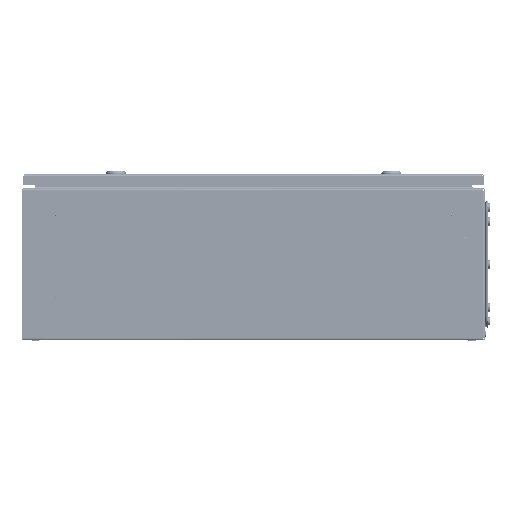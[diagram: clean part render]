
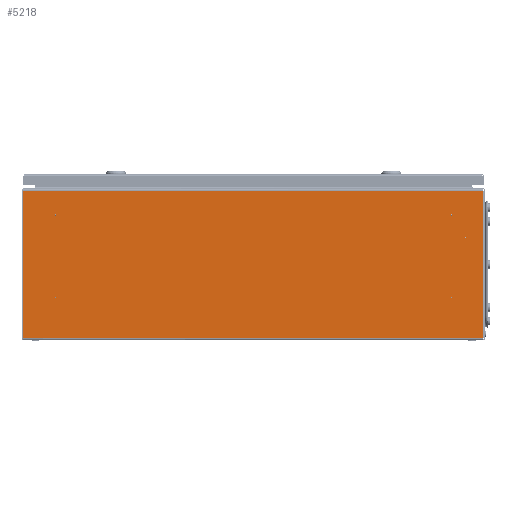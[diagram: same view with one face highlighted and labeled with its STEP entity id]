
A CAD part, left-side view. The second image highlights one B-rep face of the part: STEP entity #5218.
In plain terms, the highlighted planar face has unit normal (-1, 0, 0).
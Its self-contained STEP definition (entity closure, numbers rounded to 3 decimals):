
#96 = EDGE_CURVE ( 'NONE', #44189, #33174, #87205, .T. ) ;
#807 = CIRCLE ( 'NONE', #55087, 0.883 ) ;
#2516 = CIRCLE ( 'NONE', #108599, 0.883 ) ;
#2870 = DIRECTION ( 'NONE',  ( 0., 1., 0. ) ) ;
#3031 = CARTESIAN_POINT ( 'NONE',  ( -250., -299., 64.6 ) ) ;
#3661 = EDGE_LOOP ( 'NONE', ( #11241, #26048 ) ) ;
#5218 = ADVANCED_FACE ( 'NONE', ( #78346, #32972, #90341, #43667, #20989, #19584 ), #17138, .F. ) ;
#5426 = VERTEX_POINT ( 'NONE', #99237 ) ;
#6464 = CARTESIAN_POINT ( 'NONE',  ( -250., -346.6, 244.992 ) ) ;
#7001 = CIRCLE ( 'NONE', #86083, 0.883 ) ;
#7382 = AXIS2_PLACEMENT_3D ( 'NONE', #8360, #76930, #9088 ) ;
#7544 = CARTESIAN_POINT ( 'NONE',  ( -250., 299., 63.717 ) ) ;
#8360 = CARTESIAN_POINT ( 'NONE',  ( -250., 299., 64.6 ) ) ;
#9088 = DIRECTION ( 'NONE',  ( 0., 1., 0. ) ) ;
#9830 = DIRECTION ( 'NONE',  ( -1., 0., 0. ) ) ;
#10678 = ORIENTED_EDGE ( 'NONE', *, *, #35472, .F. ) ;
#11241 = ORIENTED_EDGE ( 'NONE', *, *, #90426, .F. ) ;
#13626 = VERTEX_POINT ( 'NONE', #47993 ) ;
#13629 = CARTESIAN_POINT ( 'NONE',  ( -250., -346.6, 3.4 ) ) ;
#13766 = AXIS2_PLACEMENT_3D ( 'NONE', #83963, #75350, #100696 ) ;
#14297 = ORIENTED_EDGE ( 'NONE', *, *, #96, .F. ) ;
#14671 = CARTESIAN_POINT ( 'NONE',  ( -250., -319.117, 155. ) ) ;
#15399 = ORIENTED_EDGE ( 'NONE', *, *, #81760, .F. ) ;
#17138 = PLANE ( 'NONE',  #35946 ) ;
#17818 = LINE ( 'NONE', #6464, #57822 ) ;
#19584 = FACE_OUTER_BOUND ( 'NONE', #59167, .T. ) ;
#19975 = CIRCLE ( 'NONE', #13766, 0.883 ) ;
#20091 = EDGE_CURVE ( 'NONE', #50437, #47677, #73188, .T. ) ;
#20508 = CARTESIAN_POINT ( 'NONE',  ( -250., 299., 64.6 ) ) ;
#20989 = FACE_BOUND ( 'NONE', #101250, .T. ) ;
#21034 = VERTEX_POINT ( 'NONE', #36452 ) ;
#21752 = EDGE_CURVE ( 'NONE', #39250, #5426, #58346, .T. ) ;
#22699 = VERTEX_POINT ( 'NONE', #13629 ) ;
#22993 = DIRECTION ( 'NONE',  ( 0., 1., 0. ) ) ;
#23031 = EDGE_LOOP ( 'NONE', ( #14297, #15399 ) ) ;
#23124 = EDGE_LOOP ( 'NONE', ( #29037, #87660 ) ) ;
#24439 = CARTESIAN_POINT ( 'NONE',  ( -250., -299., 65.483 ) ) ;
#24713 = ORIENTED_EDGE ( 'NONE', *, *, #79710, .T. ) ;
#25176 = VECTOR ( 'NONE', #97297, 1000. ) ;
#25431 = DIRECTION ( 'NONE',  ( 0., 0., 1. ) ) ;
#26048 = ORIENTED_EDGE ( 'NONE', *, *, #78235, .F. ) ;
#26307 = VECTOR ( 'NONE', #25431, 1000. ) ;
#26471 = CARTESIAN_POINT ( 'NONE',  ( -250., -299., 63.717 ) ) ;
#27001 = DIRECTION ( 'NONE',  ( 0., 1., 0. ) ) ;
#27315 = CARTESIAN_POINT ( 'NONE',  ( -250., 299., 190.483 ) ) ;
#27493 = ORIENTED_EDGE ( 'NONE', *, *, #97194, .F. ) ;
#28659 = DIRECTION ( 'NONE',  ( -1., 0., 0. ) ) ;
#29037 = ORIENTED_EDGE ( 'NONE', *, *, #73542, .F. ) ;
#29419 = CARTESIAN_POINT ( 'NONE',  ( -250., -350., 3.4 ) ) ;
#29539 = AXIS2_PLACEMENT_3D ( 'NONE', #80780, #100163, #22993 ) ;
#32972 = FACE_BOUND ( 'NONE', #92241, .T. ) ;
#33174 = VERTEX_POINT ( 'NONE', #50180 ) ;
#34313 = AXIS2_PLACEMENT_3D ( 'NONE', #55806, #73662, #98266 ) ;
#34497 = LINE ( 'NONE', #29419, #25176 ) ;
#35472 = EDGE_CURVE ( 'NONE', #74240, #21034, #19975, .T. ) ;
#35946 = AXIS2_PLACEMENT_3D ( 'NONE', #85357, #52854, #2870 ) ;
#36452 = CARTESIAN_POINT ( 'NONE',  ( -250., 299., 188.717 ) ) ;
#37258 = VERTEX_POINT ( 'NONE', #24439 ) ;
#37767 = CARTESIAN_POINT ( 'NONE',  ( -250., 348.246, 3.4 ) ) ;
#38623 = CARTESIAN_POINT ( 'NONE',  ( -250., -350., 226.6 ) ) ;
#39250 = VERTEX_POINT ( 'NONE', #37767 ) ;
#40196 = ORIENTED_EDGE ( 'NONE', *, *, #90411, .F. ) ;
#43667 = FACE_BOUND ( 'NONE', #23124, .T. ) ;
#44189 = VERTEX_POINT ( 'NONE', #14671 ) ;
#47677 = VERTEX_POINT ( 'NONE', #108310 ) ;
#47882 = DIRECTION ( 'NONE',  ( 0., 0., -1. ) ) ;
#47993 = CARTESIAN_POINT ( 'NONE',  ( -250., -299., 188.717 ) ) ;
#49103 = ORIENTED_EDGE ( 'NONE', *, *, #90178, .F. ) ;
#49854 = VECTOR ( 'NONE', #73689, 1000. ) ;
#50180 = CARTESIAN_POINT ( 'NONE',  ( -250., -320.883, 155. ) ) ;
#50437 = VERTEX_POINT ( 'NONE', #7544 ) ;
#51620 = ORIENTED_EDGE ( 'NONE', *, *, #83188, .F. ) ;
#52854 = DIRECTION ( 'NONE',  ( 1., 0., 0. ) ) ;
#53017 = CARTESIAN_POINT ( 'NONE',  ( -250., -299., 190.483 ) ) ;
#53114 = CARTESIAN_POINT ( 'NONE',  ( -250., -320., 155. ) ) ;
#53904 = DIRECTION ( 'NONE',  ( -1., 0., 0. ) ) ;
#54282 = VERTEX_POINT ( 'NONE', #26471 ) ;
#54399 = DIRECTION ( 'NONE',  ( 0., 1., 0. ) ) ;
#54827 = DIRECTION ( 'NONE',  ( 0., 1., 0. ) ) ;
#55087 = AXIS2_PLACEMENT_3D ( 'NONE', #106844, #81901, #64324 ) ;
#55806 = CARTESIAN_POINT ( 'NONE',  ( -250., 299., 189.6 ) ) ;
#57822 = VECTOR ( 'NONE', #47882, 1000. ) ;
#58088 = CIRCLE ( 'NONE', #29539, 0.883 ) ;
#58346 = LINE ( 'NONE', #101531, #26307 ) ;
#59167 = EDGE_LOOP ( 'NONE', ( #85022, #27493, #24713, #65577 ) ) ;
#64324 = DIRECTION ( 'NONE',  ( 0., 1., 0. ) ) ;
#64805 = CARTESIAN_POINT ( 'NONE',  ( -250., -299., 64.6 ) ) ;
#65577 = ORIENTED_EDGE ( 'NONE', *, *, #21752, .F. ) ;
#66140 = VERTEX_POINT ( 'NONE', #53017 ) ;
#69266 = AXIS2_PLACEMENT_3D ( 'NONE', #64805, #28659, #54399 ) ;
#70184 = CIRCLE ( 'NONE', #69266, 0.883 ) ;
#71015 = CARTESIAN_POINT ( 'NONE',  ( -250., -320., 155. ) ) ;
#72478 = LINE ( 'NONE', #38623, #49854 ) ;
#73188 = CIRCLE ( 'NONE', #7382, 0.883 ) ;
#73527 = EDGE_CURVE ( 'NONE', #22699, #39250, #34497, .T. ) ;
#73542 = EDGE_CURVE ( 'NONE', #47677, #50437, #2516, .T. ) ;
#73662 = DIRECTION ( 'NONE',  ( -1., 0., 0. ) ) ;
#73689 = DIRECTION ( 'NONE',  ( 0., 1., 0. ) ) ;
#73828 = CIRCLE ( 'NONE', #109763, 0.883 ) ;
#74240 = VERTEX_POINT ( 'NONE', #27315 ) ;
#74304 = AXIS2_PLACEMENT_3D ( 'NONE', #53114, #79540, #27001 ) ;
#75350 = DIRECTION ( 'NONE',  ( -1., 0., 0. ) ) ;
#76930 = DIRECTION ( 'NONE',  ( -1., 0., 0. ) ) ;
#78019 = DIRECTION ( 'NONE',  ( 0., 1., 0. ) ) ;
#78235 = EDGE_CURVE ( 'NONE', #13626, #66140, #58088, .T. ) ;
#78346 = FACE_BOUND ( 'NONE', #23031, .T. ) ;
#79540 = DIRECTION ( 'NONE',  ( -1., 0., 0. ) ) ;
#79710 = EDGE_CURVE ( 'NONE', #108930, #5426, #72478, .T. ) ;
#80149 = DIRECTION ( 'NONE',  ( -1., 0., 0. ) ) ;
#80780 = CARTESIAN_POINT ( 'NONE',  ( -250., -299., 189.6 ) ) ;
#81760 = EDGE_CURVE ( 'NONE', #33174, #44189, #73828, .T. ) ;
#81901 = DIRECTION ( 'NONE',  ( -1., 0., 0. ) ) ;
#83188 = EDGE_CURVE ( 'NONE', #54282, #37258, #7001, .T. ) ;
#83963 = CARTESIAN_POINT ( 'NONE',  ( -250., 299., 189.6 ) ) ;
#85022 = ORIENTED_EDGE ( 'NONE', *, *, #73527, .F. ) ;
#85357 = CARTESIAN_POINT ( 'NONE',  ( -250., -350., 226.6 ) ) ;
#86083 = AXIS2_PLACEMENT_3D ( 'NONE', #3031, #9830, #78019 ) ;
#87205 = CIRCLE ( 'NONE', #74304, 0.883 ) ;
#87660 = ORIENTED_EDGE ( 'NONE', *, *, #20091, .F. ) ;
#89347 = DIRECTION ( 'NONE',  ( 0., 1., 0. ) ) ;
#90178 = EDGE_CURVE ( 'NONE', #37258, #54282, #70184, .T. ) ;
#90341 = FACE_BOUND ( 'NONE', #3661, .T. ) ;
#90411 = EDGE_CURVE ( 'NONE', #21034, #74240, #98130, .T. ) ;
#90426 = EDGE_CURVE ( 'NONE', #66140, #13626, #807, .T. ) ;
#92241 = EDGE_LOOP ( 'NONE', ( #49103, #51620 ) ) ;
#97101 = CARTESIAN_POINT ( 'NONE',  ( -250., -346.6, 226.6 ) ) ;
#97194 = EDGE_CURVE ( 'NONE', #108930, #22699, #17818, .T. ) ;
#97297 = DIRECTION ( 'NONE',  ( 0., 1., 0. ) ) ;
#98130 = CIRCLE ( 'NONE', #34313, 0.883 ) ;
#98266 = DIRECTION ( 'NONE',  ( 0., 1., 0. ) ) ;
#99237 = CARTESIAN_POINT ( 'NONE',  ( -250., 348.246, 226.6 ) ) ;
#100163 = DIRECTION ( 'NONE',  ( -1., 0., 0. ) ) ;
#100696 = DIRECTION ( 'NONE',  ( 0., 1., 0. ) ) ;
#101250 = EDGE_LOOP ( 'NONE', ( #10678, #40196 ) ) ;
#101531 = CARTESIAN_POINT ( 'NONE',  ( -250., 348.246, 226.6 ) ) ;
#106844 = CARTESIAN_POINT ( 'NONE',  ( -250., -299., 189.6 ) ) ;
#108310 = CARTESIAN_POINT ( 'NONE',  ( -250., 299., 65.483 ) ) ;
#108599 = AXIS2_PLACEMENT_3D ( 'NONE', #20508, #80149, #54827 ) ;
#108930 = VERTEX_POINT ( 'NONE', #97101 ) ;
#109763 = AXIS2_PLACEMENT_3D ( 'NONE', #71015, #53904, #89347 ) ;
